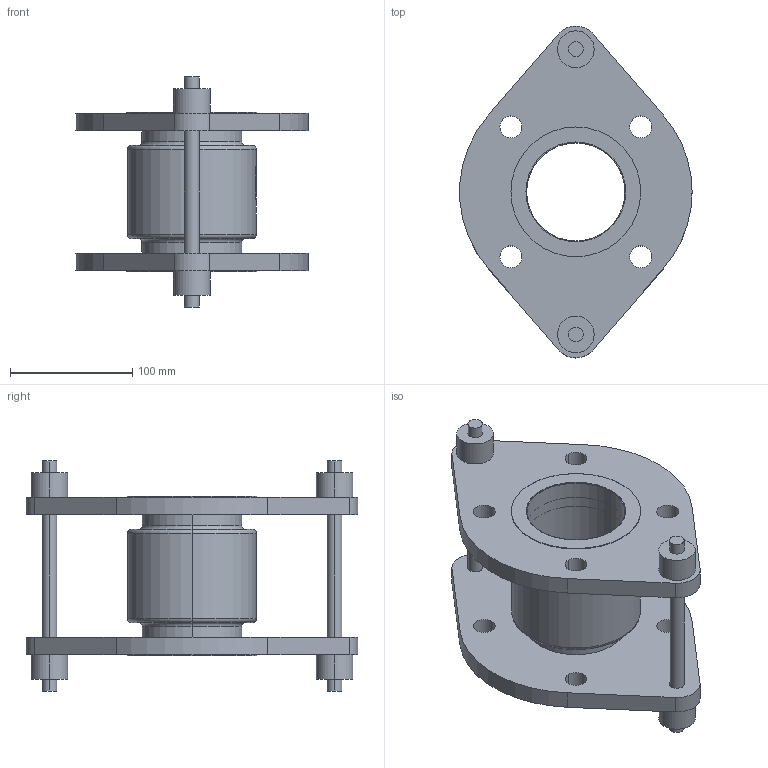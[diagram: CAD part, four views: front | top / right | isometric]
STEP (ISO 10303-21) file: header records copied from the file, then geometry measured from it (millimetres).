
FILE_DESCRIPTION (( 'STEP AP203' ), '1' );
FILE_NAME ('EPSILON-C_DN080_PN06_120_6000017331.STEP', '2021-10-07T10:26:03', ( 'axxx' ), ( '' ), 'SwSTEP 2.0', 'SolidWorks 2019', '' );
FILE_SCHEMA (( 'CONFIG_CONTROL_DESIGN' ));
Length unit declared in the file: millimetre
Products named in the file (1): EPSILON-C_DN080_PN06_120_6000017331
Bounding box: 189.7 x 271 x 188 mm (x, y, z)
Volume: 1161579.6 mm3; surface area: 223007.9 mm2
Topology: 1 solids, 1 shells, 593 faces, 1579 edges, 1050 vertices
Faces by surface type: bspline 255, plane 232, cylinder 98, torus 8
Entity records: 32323 total; most frequent: CARTESIAN_POINT 19148, ORIENTED_EDGE 3158, DIRECTION 1896, EDGE_CURVE 1579, VERTEX_POINT 1050, LINE 774, VECTOR 774, EDGE_LOOP 677
